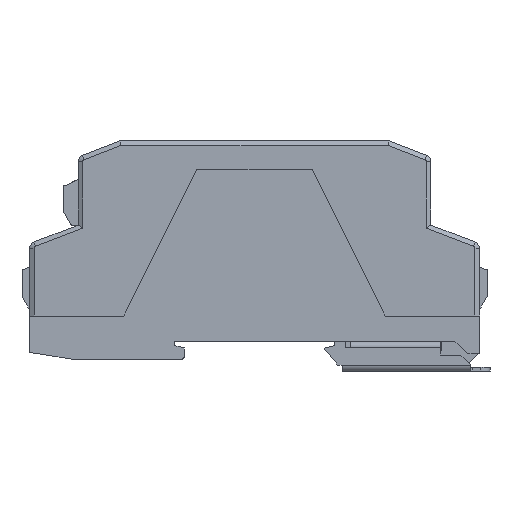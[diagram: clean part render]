
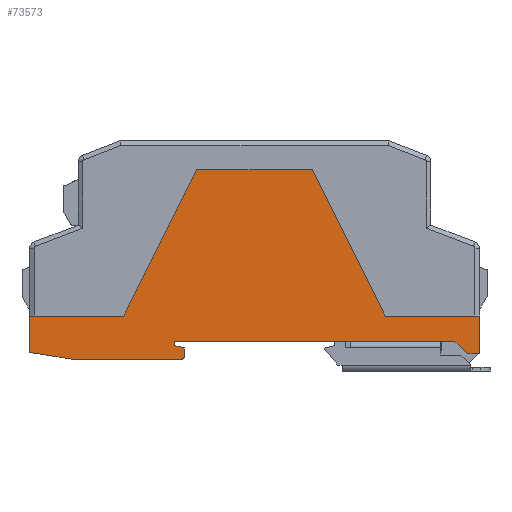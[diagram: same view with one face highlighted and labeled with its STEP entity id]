
A CAD part, left-side view. The second image highlights one B-rep face of the part: STEP entity #73573.
In plain terms, the highlighted face is planar.
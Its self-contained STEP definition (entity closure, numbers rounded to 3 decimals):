
#2717=CIRCLE('',#78236,0.5);
#7013=VERTEX_POINT('',#109358);
#7014=VERTEX_POINT('',#109360);
#7028=VERTEX_POINT('',#109394);
#7029=VERTEX_POINT('',#109396);
#7048=VERTEX_POINT('',#109446);
#7052=VERTEX_POINT('',#109455);
#7111=VERTEX_POINT('',#109605);
#7112=VERTEX_POINT('',#109607);
#7160=VERTEX_POINT('',#109768);
#7170=VERTEX_POINT('',#109796);
#7171=VERTEX_POINT('',#109797);
#7172=VERTEX_POINT('',#109800);
#7173=VERTEX_POINT('',#109804);
#7174=VERTEX_POINT('',#109806);
#7175=VERTEX_POINT('',#109808);
#7176=VERTEX_POINT('',#109811);
#15308=VECTOR('',#89240,1.);
#15323=VECTOR('',#89264,1.);
#15352=VECTOR('',#89303,1.);
#15418=VECTOR('',#89403,1.);
#15493=VECTOR('',#89534,1.);
#15504=VECTOR('',#89554,1.);
#15505=VECTOR('',#89555,1.);
#15506=VECTOR('',#89556,1.);
#15507=VECTOR('',#89557,1.);
#15508=VECTOR('',#89558,1.);
#15509=VECTOR('',#89559,1.);
#15510=VECTOR('',#89560,1.);
#15511=VECTOR('',#89561,1.);
#15512=VECTOR('',#89564,1.);
#15513=VECTOR('',#89565,1.);
#24695=LINE('',#109359,#15308);
#24710=LINE('',#109395,#15323);
#24739=LINE('',#109456,#15352);
#24805=LINE('',#109606,#15418);
#24880=LINE('',#109769,#15493);
#24891=LINE('',#109795,#15504);
#24892=LINE('',#109798,#15505);
#24893=LINE('',#109799,#15506);
#24894=LINE('',#109801,#15507);
#24895=LINE('',#109802,#15508);
#24896=LINE('',#109803,#15509);
#24897=LINE('',#109805,#15510);
#24898=LINE('',#109807,#15511);
#24899=LINE('',#109810,#15512);
#24900=LINE('',#109812,#15513);
#34993=EDGE_CURVE('',#7013,#7014,#24695,.T.);
#35010=EDGE_CURVE('',#7029,#7028,#24710,.T.);
#35040=EDGE_CURVE('',#7048,#7052,#24739,.T.);
#35112=EDGE_CURVE('',#7112,#7111,#24805,.T.);
#35197=EDGE_CURVE('',#7160,#7028,#24880,.T.);
#35210=EDGE_CURVE('',#7170,#7171,#24891,.T.);
#35211=EDGE_CURVE('',#7171,#7048,#24892,.T.);
#35212=EDGE_CURVE('',#7172,#7052,#24893,.T.);
#35213=EDGE_CURVE('',#7172,#7112,#24894,.T.);
#35214=EDGE_CURVE('',#7111,#7014,#24895,.T.);
#35215=EDGE_CURVE('',#7013,#7173,#24896,.T.);
#35216=EDGE_CURVE('',#7173,#7174,#24897,.T.);
#35217=EDGE_CURVE('',#7174,#7175,#24898,.T.);
#35218=EDGE_CURVE('',#7029,#7175,#2717,.T.);
#35219=EDGE_CURVE('',#7176,#7160,#24899,.T.);
#35220=EDGE_CURVE('',#7176,#7170,#24900,.T.);
#51933=ORIENTED_EDGE('',*,*,#35210,.T.);
#51934=ORIENTED_EDGE('',*,*,#35211,.T.);
#51935=ORIENTED_EDGE('',*,*,#35040,.T.);
#51936=ORIENTED_EDGE('',*,*,#35212,.F.);
#51937=ORIENTED_EDGE('',*,*,#35213,.T.);
#51938=ORIENTED_EDGE('',*,*,#35112,.T.);
#51939=ORIENTED_EDGE('',*,*,#35214,.T.);
#51940=ORIENTED_EDGE('',*,*,#34993,.F.);
#51941=ORIENTED_EDGE('',*,*,#35215,.T.);
#51942=ORIENTED_EDGE('',*,*,#35216,.T.);
#51943=ORIENTED_EDGE('',*,*,#35217,.T.);
#51944=ORIENTED_EDGE('',*,*,#35218,.F.);
#51945=ORIENTED_EDGE('',*,*,#35010,.T.);
#51946=ORIENTED_EDGE('',*,*,#35197,.F.);
#51947=ORIENTED_EDGE('',*,*,#35219,.F.);
#51948=ORIENTED_EDGE('',*,*,#35220,.T.);
#64966=EDGE_LOOP('',(#51933,#51934,#51935,#51936,#51937,#51938,#51939,#51940,
#51941,#51942,#51943,#51944,#51945,#51946,#51947,#51948));
#69348=FACE_BOUND('',#64966,.T.);
#73573=ADVANCED_FACE('',(#69348),#122245,.T.);
#78235=AXIS2_PLACEMENT_3D('',#109794,#89553,$);
#78236=AXIS2_PLACEMENT_3D('',#109809,#89562,#89563);
#89240=DIRECTION('',(-1.,0.,0.));
#89264=DIRECTION('',(0.,1.,0.));
#89303=DIRECTION('',(0.,1.,0.));
#89403=DIRECTION('',(1.,0.,0.));
#89534=DIRECTION('',(-0.966,-0.259,0.));
#89553=DIRECTION('',(0.,0.,-1.));
#89554=DIRECTION('',(-0.707,-0.707,0.));
#89555=DIRECTION('',(-1.,0.,0.));
#89556=DIRECTION('',(-1.,0.,0.));
#89557=DIRECTION('',(0.446,0.895,0.));
#89558=DIRECTION('',(0.446,-0.895,0.));
#89559=DIRECTION('',(0.,-1.,0.));
#89560=DIRECTION('',(-0.988,-0.158,0.));
#89561=DIRECTION('',(-1.,0.,0.));
#89562=DIRECTION('',(0.,0.,1.));
#89563=DIRECTION('',(0.5,0.,0.));
#89564=DIRECTION('',(0.,-1.,0.));
#89565=DIRECTION('',(-1.,0.,0.));
#109358=CARTESIAN_POINT('',(49.5,76.5,-11.3));
#109359=CARTESIAN_POINT('',(0.,76.5,-11.3));
#109360=CARTESIAN_POINT('',(28.75,76.5,-11.3));
#109394=CARTESIAN_POINT('',(15.5,69.464,-11.3));
#109395=CARTESIAN_POINT('',(15.5,0.,-11.3));
#109396=CARTESIAN_POINT('',(15.5,67.5,-11.3));
#109446=CARTESIAN_POINT('',(-49.5,68.15,-11.3));
#109455=CARTESIAN_POINT('',(-49.5,76.5,-11.3));
#109456=CARTESIAN_POINT('',(-49.5,0.,-11.3));
#109605=CARTESIAN_POINT('',(12.7,108.7,-11.3));
#109606=CARTESIAN_POINT('',(0.,108.7,-11.3));
#109607=CARTESIAN_POINT('',(-12.7,108.7,-11.3));
#109768=CARTESIAN_POINT('',(17.5,70.,-11.3));
#109769=CARTESIAN_POINT('',(0.,65.311,-11.3));
#109794=CARTESIAN_POINT('',(-46.945,73.001,-11.3));
#109795=CARTESIAN_POINT('',(-115.077,0.,-11.3));
#109796=CARTESIAN_POINT('',(-44.077,71.,-11.3));
#109797=CARTESIAN_POINT('',(-46.927,68.15,-11.3));
#109798=CARTESIAN_POINT('',(0.,68.15,-11.3));
#109799=CARTESIAN_POINT('',(0.,76.5,-11.3));
#109800=CARTESIAN_POINT('',(-28.75,76.5,-11.3));
#109801=CARTESIAN_POINT('',(-66.881,0.,-11.3));
#109802=CARTESIAN_POINT('',(66.881,0.,-11.3));
#109803=CARTESIAN_POINT('',(49.5,0.,-11.3));
#109804=CARTESIAN_POINT('',(49.5,68.5,-11.3));
#109805=CARTESIAN_POINT('',(0.,60.601,-11.3));
#109806=CARTESIAN_POINT('',(40.1,67.,-11.3));
#109807=CARTESIAN_POINT('',(0.,67.,-11.3));
#109808=CARTESIAN_POINT('',(16.,67.,-11.3));
#109809=CARTESIAN_POINT('',(16.,67.5,-11.3));
#109810=CARTESIAN_POINT('',(17.5,0.,-11.3));
#109811=CARTESIAN_POINT('',(17.5,71.,-11.3));
#109812=CARTESIAN_POINT('',(0.,71.,-11.3));
#122245=PLANE('',#78235);
